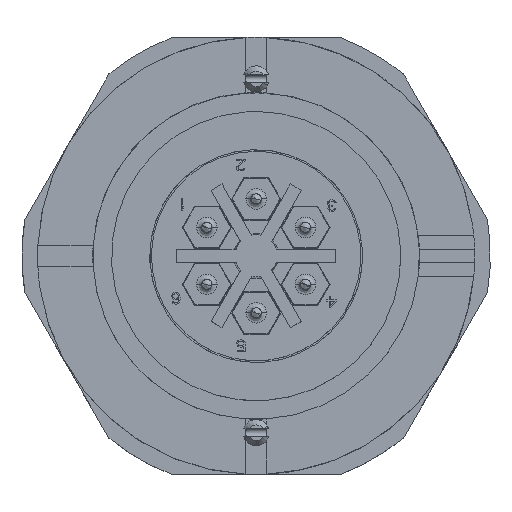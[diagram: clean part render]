
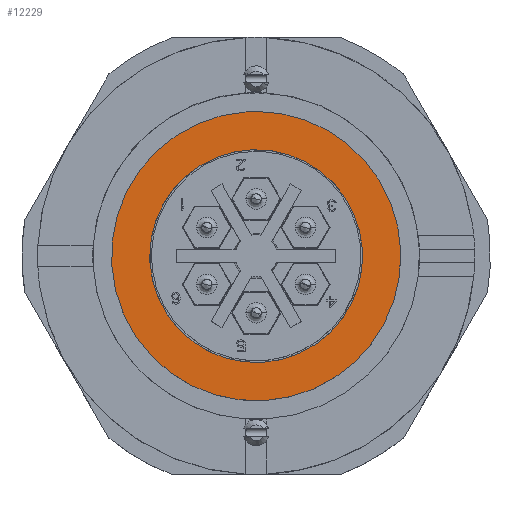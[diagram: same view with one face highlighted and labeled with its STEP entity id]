
A CAD part, top view. The second image highlights one B-rep face of the part: STEP entity #12229.
In plain terms, the highlighted planar face has unit normal (0, 0, 1).
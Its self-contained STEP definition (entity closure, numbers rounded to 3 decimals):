
#12229=ADVANCED_FACE('',(#21315,#21316),#21317,.F.);
#21315=FACE_OUTER_BOUND('',#25418,.T.);
#21316=FACE_BOUND('',#25419,.T.);
#21317=PLANE('',#25420);
#25418=EDGE_LOOP('',(#38941,#38942,#38943));
#25419=EDGE_LOOP('',(#38944,#38945,#38946));
#25420=AXIS2_PLACEMENT_3D('',#38947,#38948,#38949);
#38941=ORIENTED_EDGE('',*,*,#48784,.F.);
#38942=ORIENTED_EDGE('',*,*,#48785,.F.);
#38943=ORIENTED_EDGE('',*,*,#48706,.F.);
#38944=ORIENTED_EDGE('',*,*,#48737,.T.);
#38945=ORIENTED_EDGE('',*,*,#48742,.T.);
#38946=ORIENTED_EDGE('',*,*,#48738,.T.);
#38947=CARTESIAN_POINT('',(0.,14.456,-9.18));
#38948=DIRECTION('',(0.0,0.0,-1.0));
#38949=DIRECTION('',(0.0,-1.0,0.0));
#48706=EDGE_CURVE('',#53352,#53355,#53356,.T.);
#48737=EDGE_CURVE('',#53415,#53413,#53416,.T.);
#48738=EDGE_CURVE('',#53408,#53415,#53417,.T.);
#48742=EDGE_CURVE('',#53413,#53408,#53423,.T.);
#48784=EDGE_CURVE('',#53483,#53352,#53484,.T.);
#48785=EDGE_CURVE('',#53355,#53483,#53485,.T.);
#53352=VERTEX_POINT('',#60953);
#53355=VERTEX_POINT('',#60957);
#53356=CIRCLE('',#60958,13.9);
#53408=VERTEX_POINT('',#61023);
#53413=VERTEX_POINT('',#61029);
#53415=VERTEX_POINT('',#61032);
#53416=CIRCLE('',#61033,10.225);
#53417=CIRCLE('',#61034,10.225);
#53423=CIRCLE('',#61071,10.225);
#53483=VERTEX_POINT('',#61157);
#53484=CIRCLE('',#61158,13.9);
#53485=CIRCLE('',#61159,13.9);
#60953=CARTESIAN_POINT('',(0.873,-13.873,-9.18));
#60957=CARTESIAN_POINT('',(-0.873,13.873,-9.18));
#60958=AXIS2_PLACEMENT_3D('',#72645,#72646,#72647);
#61023=CARTESIAN_POINT('',(-10.205,-0.642,-9.18));
#61029=CARTESIAN_POINT('',(10.205,0.642,-9.18));
#61032=CARTESIAN_POINT('',(-10.225,0.0,-9.18));
#61033=AXIS2_PLACEMENT_3D('',#72708,#72709,#72710);
#61034=AXIS2_PLACEMENT_3D('',#72711,#72712,#72713);
#61071=AXIS2_PLACEMENT_3D('',#72715,#72716,#72717);
#61157=CARTESIAN_POINT('',(0.0,13.9,-9.18));
#61158=AXIS2_PLACEMENT_3D('',#72789,#72790,#72791);
#61159=AXIS2_PLACEMENT_3D('',#72792,#72793,#72794);
#72645=CARTESIAN_POINT('',(0.0,0.0,-9.18));
#72646=DIRECTION('',(0.0,0.0,-1.0));
#72647=DIRECTION('',(0.0,-1.0,0.0));
#72708=CARTESIAN_POINT('',(0.0,0.0,-9.18));
#72709=DIRECTION('',(0.0,0.0,-1.0));
#72710=DIRECTION('',(-1.0,0.0,0.0));
#72711=CARTESIAN_POINT('',(0.0,0.0,-9.18));
#72712=DIRECTION('',(0.0,0.0,-1.0));
#72713=DIRECTION('',(-1.0,0.0,0.0));
#72715=CARTESIAN_POINT('',(0.0,0.0,-9.18));
#72716=DIRECTION('',(0.0,0.0,-1.0));
#72717=DIRECTION('',(-1.0,0.0,0.0));
#72789=CARTESIAN_POINT('',(0.0,0.0,-9.18));
#72790=DIRECTION('',(0.0,0.0,-1.0));
#72791=DIRECTION('',(0.0,-1.0,0.0));
#72792=CARTESIAN_POINT('',(0.0,0.0,-9.18));
#72793=DIRECTION('',(0.0,0.0,-1.0));
#72794=DIRECTION('',(0.0,-1.0,0.0));
